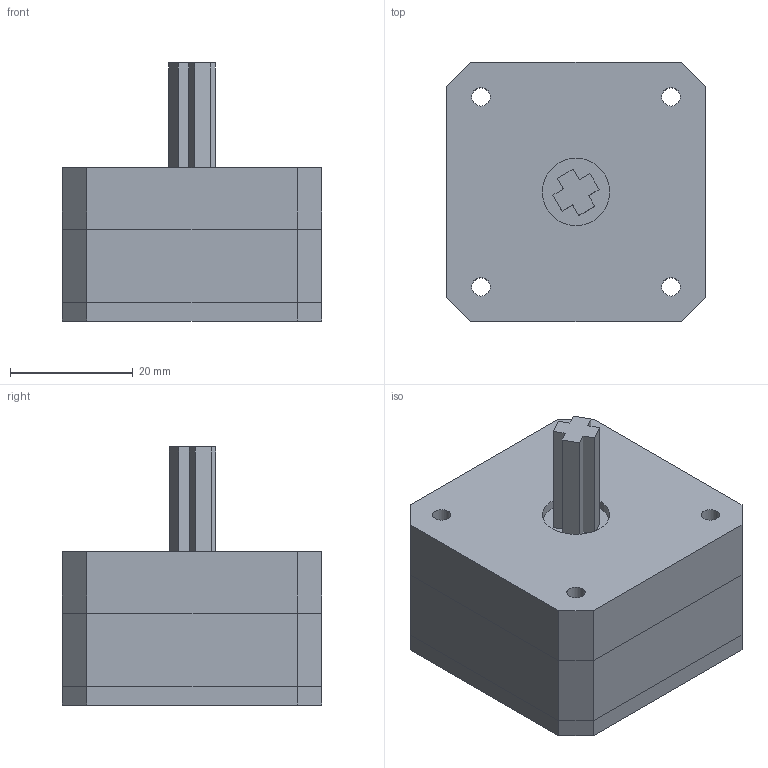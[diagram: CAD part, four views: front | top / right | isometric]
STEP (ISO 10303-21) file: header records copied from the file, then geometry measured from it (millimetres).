
FILE_DESCRIPTION(('HOOPS Exchange Step'),'2;1');
FILE_NAME('temp_export','2024-08-28T17:39:24-04:00',('29752'),('Shapr3D Limited'),'HOOPS Exchange 2024.2','Shapr3D','Authorized');
FILE_SCHEMA( ('AP242_MANAGED_MODEL_BASED_3D_ENGINEERING_MIM_LF {1 0 10303 442 1 1 4 }') );
Length unit declared in the file: millimetre
Products named in the file (3): 齿轮组; 外壳; root
Assembly tree (2 placements, depth 2):
  root
    齿轮组
    外壳
Bounding box: 42.3 x 42.3 x 42.1 mm (x, y, z)
Volume: 36207.6 mm3; surface area: 25225.8 mm2
Topology: 9 solids, 9 shells, 752 faces, 2210 edges, 1483 vertices
Faces by surface type: cylinder 392, plane 360
Full cylindrical faces by diameter (mm): 2.9 x3, 3 x15, 5 x1, 5.2 x1, 11 x1, 16 x1, 22.2 x1, 29.6 x1, 30 x1, 34 x1, 34.5 x1
Entity records: 25562 total; most frequent: DIRECTION 4613, CARTESIAN_POINT 4451, ORIENTED_EDGE 4420, EDGE_CURVE 2210, AXIS2_PLACEMENT_3D 1645, VERTEX_POINT 1483, VECTOR 1323, LINE 1323
